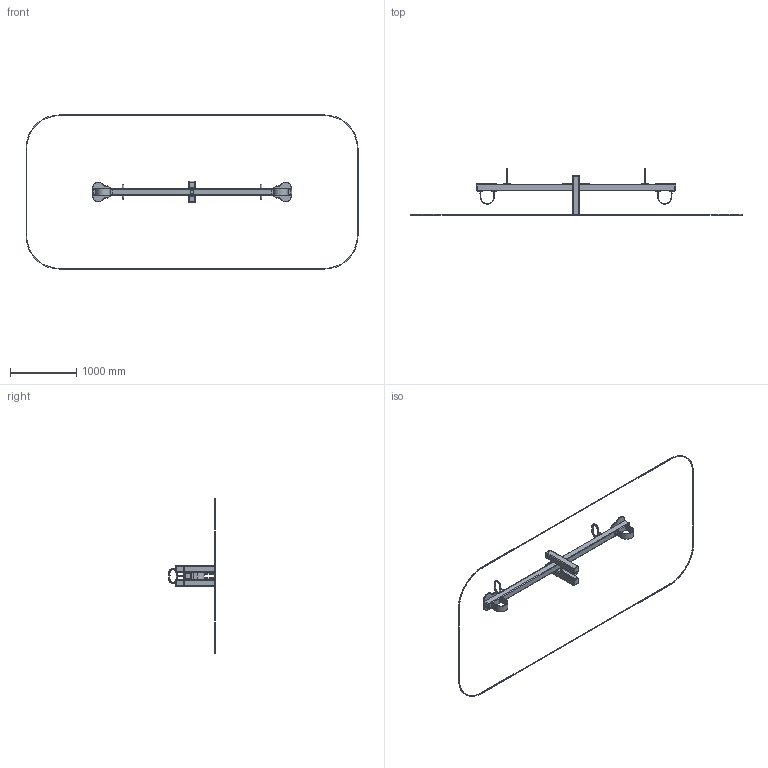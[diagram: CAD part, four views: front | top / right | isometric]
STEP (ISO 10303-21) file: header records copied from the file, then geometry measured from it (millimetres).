
FILE_DESCRIPTION(('STEP AP214'), '1');
FILE_NAME('Êà÷àëêà-áàëàíñèð', '', ('UNSPECIFIED'), ('UNSPECIFIED'), 'C3D Converter', 'C3D Toolkit', '');
FILE_SCHEMA(('AUTOMOTIVE_DESIGN { 1 0 10303 214 3 1 1}'));
Length unit declared in the file: millimetre
Products named in the file (25): КБ-62-00.00.00; КБ-62-01.00.00; КБ-62-01.00.01-5064; КБ-62-04.00.00; КБ-62-04.00.01; КБ-62-04.00.02; КБ-62-04.00.03; КБ-62-04.00.04; КБ-62-04.00.05; КБ-62-04.00.06; КБ-62-00.00.01; КБ-62-02.00.00; КБ-62-02.00.01-5064; КБ-62-02.00.03; КБ-62-02.01.00; КБ-62-02.01.02; КБ-62-02.01.01; КБ-62-00.00.02; КБ-62-03.00.00; КБ-62-03.00.01; КБ-62-03.00.02; КБ-62-03.01.00; КБ-62-03.01.01
Assembly tree (36 placements, depth 5):
  КБ-62-00.00.00
    КБ-62-01.00.00
      КБ-62-01.00.01-5064  x2
      КБ-62-04.00.00
        КБ-62-04.00.01
        КБ-62-04.00.02
        КБ-62-04.00.02
        КБ-62-04.00.03
        КБ-62-04.00.04  x2
        КБ-62-04.00.05  x2
        КБ-62-04.00.06  x2
      КБ-62-00.00.01  x2
    КБ-62-02.00.00
      КБ-62-02.00.01-5064
      КБ-62-02.00.03  x2
      КБ-62-02.01.00  x4
        КБ-62-02.01.02
        КБ-62-02.01.01
      КБ-62-00.00.02  x2
      КБ-62-03.00.00  x2
        КБ-62-03.00.01
        КБ-62-03.00.02
        КБ-62-03.01.00
          КБ-62-03.01.01  x2
      (unnamed)
Bounding box: 5000 x 700.79 x 2320 mm (x, y, z)
Volume: 46781091.1 mm3; surface area: 3303598.2 mm2
Topology: 30 solids, 30 shells, 376 faces, 844 edges, 512 vertices
Faces by surface type: plane 174, cylinder 142, torus 44, sphere 16
Full cylindrical faces by diameter (mm): 17 x10, 21 x10
Entity records: 8052 total; most frequent: DIRECTION 1142, CARTESIAN_POINT 1003, ORIENTED_EDGE 928, EDGE_CURVE 464, AXIS2_PLACEMENT_3D 431, VERTEX_POINT 292, LINE 280, VECTOR 280
